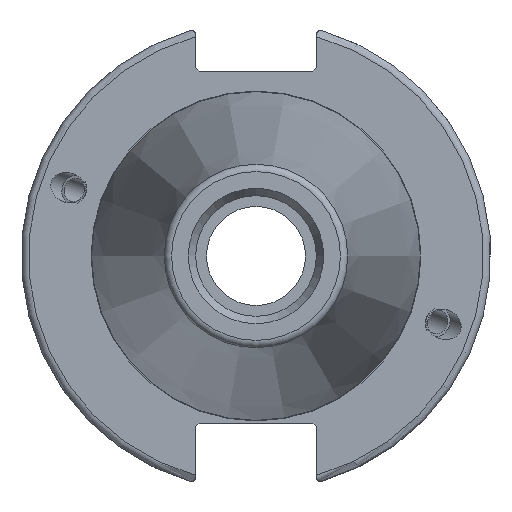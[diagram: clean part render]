
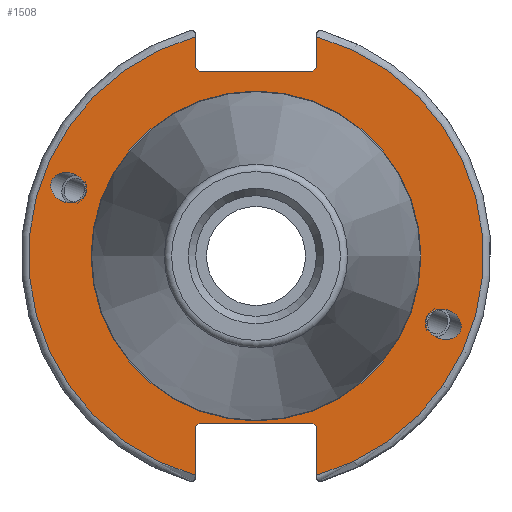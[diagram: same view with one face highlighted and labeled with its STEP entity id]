
A CAD part, left-side view. The second image highlights one B-rep face of the part: STEP entity #1508.
In plain terms, the highlighted planar face has unit normal (-1, 0, 0).
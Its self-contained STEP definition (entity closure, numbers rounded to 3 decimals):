
#46=FACE_BOUND('',#315,.T.);
#47=FACE_BOUND('',#316,.T.);
#48=FACE_BOUND('',#317,.T.);
#61=PLANE('',#1678);
#135=CIRCLE('',#1676,22.3);
#137=CIRCLE('',#1679,30.75);
#138=CIRCLE('',#1680,30.75);
#215=FACE_OUTER_BOUND('',#314,.T.);
#314=EDGE_LOOP('',(#1192,#1193,#1194,#1195,#1196,#1197,#1198,#1199,#1200,
#1201,#1202,#1203));
#315=EDGE_LOOP('',(#1204));
#316=EDGE_LOOP('',(#1205));
#317=EDGE_LOOP('',(#1206));
#437=LINE('',#2767,#521);
#438=LINE('',#2769,#522);
#439=LINE('',#2771,#523);
#440=LINE('',#2773,#524);
#441=LINE('',#2775,#525);
#442=LINE('',#2779,#526);
#443=LINE('',#2781,#527);
#444=LINE('',#2783,#528);
#445=LINE('',#2785,#529);
#446=LINE('',#2786,#530);
#521=VECTOR('',#1991,10.);
#522=VECTOR('',#1992,10.);
#523=VECTOR('',#1993,10.);
#524=VECTOR('',#1994,10.);
#525=VECTOR('',#1995,10.);
#526=VECTOR('',#1998,10.);
#527=VECTOR('',#1999,10.);
#528=VECTOR('',#2000,10.);
#529=VECTOR('',#2001,10.);
#530=VECTOR('',#2002,10.);
#586=ELLIPSE('',#1649,2.442,2.);
#595=ELLIPSE('',#1672,2.442,2.);
#662=VERTEX_POINT('',#2708);
#675=VERTEX_POINT('',#2751);
#678=VERTEX_POINT('',#2758);
#679=VERTEX_POINT('',#2763);
#680=VERTEX_POINT('',#2764);
#681=VERTEX_POINT('',#2766);
#682=VERTEX_POINT('',#2768);
#683=VERTEX_POINT('',#2770);
#684=VERTEX_POINT('',#2772);
#685=VERTEX_POINT('',#2774);
#686=VERTEX_POINT('',#2776);
#687=VERTEX_POINT('',#2778);
#688=VERTEX_POINT('',#2780);
#689=VERTEX_POINT('',#2782);
#690=VERTEX_POINT('',#2784);
#841=EDGE_CURVE('',#662,#662,#586,.T.);
#862=EDGE_CURVE('',#675,#675,#595,.T.);
#865=EDGE_CURVE('',#678,#678,#135,.T.);
#867=EDGE_CURVE('',#679,#680,#137,.T.);
#868=EDGE_CURVE('',#679,#681,#437,.T.);
#869=EDGE_CURVE('',#682,#681,#438,.T.);
#870=EDGE_CURVE('',#682,#683,#439,.T.);
#871=EDGE_CURVE('',#684,#683,#440,.T.);
#872=EDGE_CURVE('',#684,#685,#441,.T.);
#873=EDGE_CURVE('',#686,#685,#138,.T.);
#874=EDGE_CURVE('',#686,#687,#442,.T.);
#875=EDGE_CURVE('',#688,#687,#443,.T.);
#876=EDGE_CURVE('',#688,#689,#444,.T.);
#877=EDGE_CURVE('',#690,#689,#445,.T.);
#878=EDGE_CURVE('',#690,#680,#446,.T.);
#1192=ORIENTED_EDGE('',*,*,#867,.F.);
#1193=ORIENTED_EDGE('',*,*,#868,.T.);
#1194=ORIENTED_EDGE('',*,*,#869,.F.);
#1195=ORIENTED_EDGE('',*,*,#870,.T.);
#1196=ORIENTED_EDGE('',*,*,#871,.F.);
#1197=ORIENTED_EDGE('',*,*,#872,.T.);
#1198=ORIENTED_EDGE('',*,*,#873,.F.);
#1199=ORIENTED_EDGE('',*,*,#874,.T.);
#1200=ORIENTED_EDGE('',*,*,#875,.F.);
#1201=ORIENTED_EDGE('',*,*,#876,.T.);
#1202=ORIENTED_EDGE('',*,*,#877,.F.);
#1203=ORIENTED_EDGE('',*,*,#878,.T.);
#1204=ORIENTED_EDGE('',*,*,#841,.T.);
#1205=ORIENTED_EDGE('',*,*,#862,.T.);
#1206=ORIENTED_EDGE('',*,*,#865,.F.);
#1508=ADVANCED_FACE('',(#215,#46,#47,#48),#61,.T.);
#1649=AXIS2_PLACEMENT_3D('',#2710,#1922,#1923);
#1672=AXIS2_PLACEMENT_3D('',#2753,#1975,#1976);
#1676=AXIS2_PLACEMENT_3D('',#2760,#1983,#1984);
#1678=AXIS2_PLACEMENT_3D('',#2762,#1987,#1988);
#1679=AXIS2_PLACEMENT_3D('',#2765,#1989,#1990);
#1680=AXIS2_PLACEMENT_3D('',#2777,#1996,#1997);
#1922=DIRECTION('center_axis',(1.,0.,0.));
#1923=DIRECTION('ref_axis',(0.,-0.94,-0.342));
#1975=DIRECTION('center_axis',(1.,0.,0.));
#1976=DIRECTION('ref_axis',(0.,0.94,0.342));
#1983=DIRECTION('center_axis',(-1.,0.,0.));
#1984=DIRECTION('ref_axis',(0.,-1.,0.));
#1987=DIRECTION('center_axis',(-1.,0.,0.));
#1988=DIRECTION('ref_axis',(0.,0.,1.));
#1989=DIRECTION('center_axis',(1.,0.,0.));
#1990=DIRECTION('ref_axis',(0.,-1.,0.));
#1991=DIRECTION('',(0.,0.,-1.));
#1992=DIRECTION('',(0.,-0.707,0.707));
#1993=DIRECTION('',(0.,1.,0.));
#1994=DIRECTION('',(0.,-0.707,-0.707));
#1995=DIRECTION('',(0.,0.,1.));
#1996=DIRECTION('center_axis',(1.,0.,0.));
#1997=DIRECTION('ref_axis',(0.,1.,0.));
#1998=DIRECTION('',(0.,0.,1.));
#1999=DIRECTION('',(0.,0.707,-0.707));
#2000=DIRECTION('',(0.,-1.,0.));
#2001=DIRECTION('',(0.,0.707,0.707));
#2002=DIRECTION('',(0.,0.,-1.));
#2708=CARTESIAN_POINT('',(3.175,-23.077,-8.399));
#2710=CARTESIAN_POINT('Origin',(3.175,-25.372,-9.235));
#2751=CARTESIAN_POINT('',(3.175,23.077,8.399));
#2753=CARTESIAN_POINT('Origin',(3.175,25.372,9.235));
#2758=CARTESIAN_POINT('',(3.175,0.,22.3));
#2760=CARTESIAN_POINT('Origin',(3.175,0.,0.));
#2762=CARTESIAN_POINT('Origin',(3.175,31.75,0.));
#2763=CARTESIAN_POINT('',(3.175,-8.19,29.639));
#2764=CARTESIAN_POINT('',(3.175,-8.19,-29.639));
#2765=CARTESIAN_POINT('Origin',(3.175,0.,0.));
#2766=CARTESIAN_POINT('',(3.175,-8.19,25.5));
#2767=CARTESIAN_POINT('',(3.175,-8.19,12.5));
#2768=CARTESIAN_POINT('',(3.175,-7.69,25.));
#2769=CARTESIAN_POINT('',(3.175,8.295,9.015));
#2770=CARTESIAN_POINT('',(3.175,7.69,25.));
#2771=CARTESIAN_POINT('',(3.175,15.875,25.));
#2772=CARTESIAN_POINT('',(3.175,8.19,25.5));
#2773=CARTESIAN_POINT('',(3.175,7.58,24.89));
#2774=CARTESIAN_POINT('',(3.175,8.19,29.639));
#2775=CARTESIAN_POINT('',(3.175,8.19,12.5));
#2776=CARTESIAN_POINT('',(3.175,8.19,-29.639));
#2777=CARTESIAN_POINT('Origin',(3.175,0.,0.));
#2778=CARTESIAN_POINT('',(3.175,8.19,-23.1));
#2779=CARTESIAN_POINT('',(3.175,8.19,-11.3));
#2780=CARTESIAN_POINT('',(3.175,7.69,-22.6));
#2781=CARTESIAN_POINT('',(3.175,8.18,-23.09));
#2782=CARTESIAN_POINT('',(3.175,-7.69,-22.6));
#2783=CARTESIAN_POINT('',(3.175,15.875,-22.6));
#2784=CARTESIAN_POINT('',(3.175,-8.19,-23.1));
#2785=CARTESIAN_POINT('',(3.175,7.695,-7.215));
#2786=CARTESIAN_POINT('',(3.175,-8.19,-11.3));
